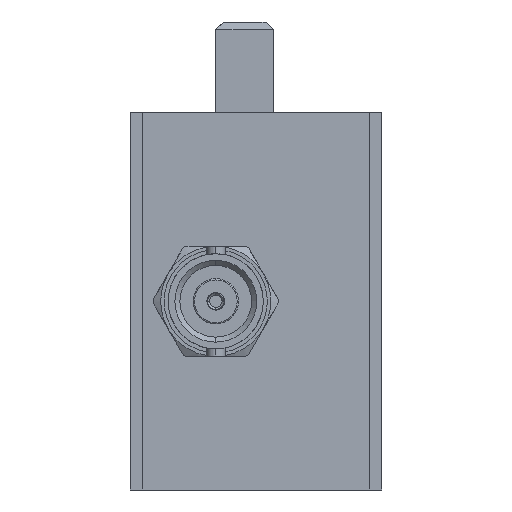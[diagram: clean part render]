
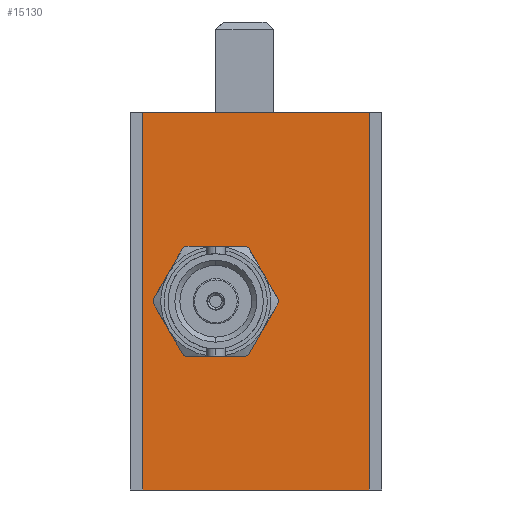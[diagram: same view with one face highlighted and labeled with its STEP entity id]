
A CAD part, left-side view. The second image highlights one B-rep face of the part: STEP entity #15130.
In plain terms, the highlighted planar face has unit normal (-1, 0, 0).
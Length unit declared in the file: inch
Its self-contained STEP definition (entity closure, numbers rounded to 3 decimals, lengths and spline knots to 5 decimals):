
#182 = EDGE_CURVE ( 'NONE', #15141, #16793, #18259, .T. ) ;
#253 = LINE ( 'NONE', #11795, #22812 ) ;
#325 = DIRECTION ( 'NONE',  ( 0., -1., 0. ) ) ;
#474 = CIRCLE ( 'NONE', #13419, 0.24905 ) ;
#530 = DIRECTION ( 'NONE',  ( 0., 0., 1. ) ) ;
#634 = DIRECTION ( 'NONE',  ( 0., -0.5, 0.866 ) ) ;
#694 = LINE ( 'NONE', #16696, #4443 ) ;
#1241 = CARTESIAN_POINT ( 'NONE',  ( -2.065, 0.45, -0.75 ) ) ;
#1293 = ORIENTED_EDGE ( 'NONE', *, *, #3334, .F. ) ;
#1344 = EDGE_LOOP ( 'NONE', ( #24249, #17361, #27158, #8214 ) ) ;
#2070 = VERTEX_POINT ( 'NONE', #10347 ) ;
#2161 = CARTESIAN_POINT ( 'NONE',  ( -2.065, 0.5, -0.75 ) ) ;
#2312 = ORIENTED_EDGE ( 'NONE', *, *, #21136, .F. ) ;
#2325 = CARTESIAN_POINT ( 'NONE',  ( -2.065, 0.28992, -0.21248 ) ) ;
#2657 = AXIS2_PLACEMENT_3D ( 'NONE', #11515, #5050, #11616 ) ;
#2924 = CARTESIAN_POINT ( 'NONE',  ( -2.065, 0.04095, -0.21875 ) ) ;
#3114 = VERTEX_POINT ( 'NONE', #2924 ) ;
#3332 = VERTEX_POINT ( 'NONE', #26274 ) ;
#3334 = EDGE_CURVE ( 'NONE', #22562, #24410, #23573, .T. ) ;
#3379 = EDGE_CURVE ( 'NONE', #26740, #2070, #24253, .T. ) ;
#3460 = CARTESIAN_POINT ( 'NONE',  ( -2.065, 0.16, 0. ) ) ;
#4132 = CARTESIAN_POINT ( 'NONE',  ( -2.065, 0.5, 0.75 ) ) ;
#4382 = VERTEX_POINT ( 'NONE', #26464 ) ;
#4443 = VECTOR ( 'NONE', #12373, 39.37008 ) ;
#4495 = DIRECTION ( 'NONE',  ( 0., 0., -1. ) ) ;
#4703 = LINE ( 'NONE', #2161, #15291 ) ;
#5050 = DIRECTION ( 'NONE',  ( -1., 0., 0. ) ) ;
#5136 = CARTESIAN_POINT ( 'NONE',  ( -2.065, 0.40897, 0.00627 ) ) ;
#5233 = VECTOR ( 'NONE', #18470, 39.37008 ) ;
#5240 = CARTESIAN_POINT ( 'NONE',  ( -2.065, 0.27905, -0.21875 ) ) ;
#5855 = CARTESIAN_POINT ( 'NONE',  ( -2.065, -0.08897, 0.00627 ) ) ;
#5973 = LINE ( 'NONE', #25848, #23052 ) ;
#6397 = ORIENTED_EDGE ( 'NONE', *, *, #182, .F. ) ;
#6419 = DIRECTION ( 'NONE',  ( -1., 0., 0. ) ) ;
#6464 = VECTOR ( 'NONE', #27427, 39.37008 ) ;
#6767 = EDGE_CURVE ( 'NONE', #3332, #15141, #253, .T. ) ;
#7000 = CIRCLE ( 'NONE', #2657, 0.24905 ) ;
#7470 = VERTEX_POINT ( 'NONE', #8030 ) ;
#7592 = EDGE_CURVE ( 'NONE', #14335, #3114, #21426, .T. ) ;
#7835 = DIRECTION ( 'NONE',  ( -1., 0., 0. ) ) ;
#7880 = VERTEX_POINT ( 'NONE', #5136 ) ;
#7932 = DIRECTION ( 'NONE',  ( 0., -0.5, -0.866 ) ) ;
#8030 = CARTESIAN_POINT ( 'NONE',  ( -2.065, 0.28992, 0.21248 ) ) ;
#8214 = ORIENTED_EDGE ( 'NONE', *, *, #3379, .F. ) ;
#8361 = VERTEX_POINT ( 'NONE', #2325 ) ;
#8410 = DIRECTION ( 'NONE',  ( 0., 0., 1. ) ) ;
#8983 = CARTESIAN_POINT ( 'NONE',  ( -2.065, 0.16, 0. ) ) ;
#9002 = VERTEX_POINT ( 'NONE', #22411 ) ;
#9107 = CARTESIAN_POINT ( 'NONE',  ( -2.065, -0.45, 0.75 ) ) ;
#9315 = LINE ( 'NONE', #14103, #5233 ) ;
#9928 = ORIENTED_EDGE ( 'NONE', *, *, #18534, .F. ) ;
#10233 = EDGE_CURVE ( 'NONE', #9002, #8361, #12137, .T. ) ;
#10347 = CARTESIAN_POINT ( 'NONE',  ( -2.065, 0.45, 0.75 ) ) ;
#10940 = EDGE_CURVE ( 'NONE', #2070, #23523, #5973, .T. ) ;
#11481 = DIRECTION ( 'NONE',  ( -1., 0., 0. ) ) ;
#11515 = CARTESIAN_POINT ( 'NONE',  ( -2.065, 0.16, 0. ) ) ;
#11616 = DIRECTION ( 'NONE',  ( 0., 0., 1. ) ) ;
#11795 = CARTESIAN_POINT ( 'NONE',  ( -2.065, 0.0337, -0.21875 ) ) ;
#11854 = ORIENTED_EDGE ( 'NONE', *, *, #13756, .F. ) ;
#11945 = EDGE_CURVE ( 'NONE', #4382, #23523, #25474, .T. ) ;
#12137 = LINE ( 'NONE', #25421, #16945 ) ;
#12373 = DIRECTION ( 'NONE',  ( 0., 0.5, -0.866 ) ) ;
#12376 = AXIS2_PLACEMENT_3D ( 'NONE', #4132, #26092, #4495 ) ;
#12869 = CARTESIAN_POINT ( 'NONE',  ( -2.065, 0.0337, 0.21875 ) ) ;
#13091 = EDGE_CURVE ( 'NONE', #7880, #9002, #14091, .T. ) ;
#13162 = CARTESIAN_POINT ( 'NONE',  ( -2.065, 0.04095, 0.21875 ) ) ;
#13285 = CARTESIAN_POINT ( 'NONE',  ( -2.065, 0.03008, 0.21248 ) ) ;
#13419 = AXIS2_PLACEMENT_3D ( 'NONE', #8983, #20271, #13479 ) ;
#13479 = DIRECTION ( 'NONE',  ( 0., 0., 1. ) ) ;
#13644 = EDGE_LOOP ( 'NONE', ( #22304, #14123, #9928, #1293, #11854, #6397, #15756, #2312, #14483, #25587, #24923, #17015 ) ) ;
#13756 = EDGE_CURVE ( 'NONE', #16793, #22562, #9315, .T. ) ;
#13862 = DIRECTION ( 'NONE',  ( 0., 0., 1. ) ) ;
#14091 = CIRCLE ( 'NONE', #19139, 0.24905 ) ;
#14103 = CARTESIAN_POINT ( 'NONE',  ( -2.065, -0.09259, 0. ) ) ;
#14123 = ORIENTED_EDGE ( 'NONE', *, *, #22594, .F. ) ;
#14335 = VERTEX_POINT ( 'NONE', #5240 ) ;
#14483 = ORIENTED_EDGE ( 'NONE', *, *, #7592, .F. ) ;
#14880 = CARTESIAN_POINT ( 'NONE',  ( -2.065, 0.2863, -0.21875 ) ) ;
#15130 = ADVANCED_FACE ( 'NONE', ( #23289, #19183 ), #23894, .F. ) ;
#15141 = VERTEX_POINT ( 'NONE', #18462 ) ;
#15291 = VECTOR ( 'NONE', #17321, 39.37008 ) ;
#15540 = CIRCLE ( 'NONE', #15595, 0.24905 ) ;
#15595 = AXIS2_PLACEMENT_3D ( 'NONE', #17716, #11481, #530 ) ;
#15630 = EDGE_CURVE ( 'NONE', #7470, #7880, #694, .T. ) ;
#15756 = ORIENTED_EDGE ( 'NONE', *, *, #6767, .F. ) ;
#15852 = CARTESIAN_POINT ( 'NONE',  ( -2.065, 0.45, 0.75 ) ) ;
#16696 = CARTESIAN_POINT ( 'NONE',  ( -2.065, 0.2863, 0.21875 ) ) ;
#16793 = VERTEX_POINT ( 'NONE', #5855 ) ;
#16945 = VECTOR ( 'NONE', #7932, 39.37008 ) ;
#17015 = ORIENTED_EDGE ( 'NONE', *, *, #13091, .F. ) ;
#17321 = DIRECTION ( 'NONE',  ( 0., -1., 0. ) ) ;
#17361 = ORIENTED_EDGE ( 'NONE', *, *, #11945, .T. ) ;
#17584 = CARTESIAN_POINT ( 'NONE',  ( -2.065, 0.16, 0. ) ) ;
#17688 = EDGE_CURVE ( 'NONE', #26740, #4382, #4703, .T. ) ;
#17707 = LINE ( 'NONE', #12869, #25607 ) ;
#17716 = CARTESIAN_POINT ( 'NONE',  ( -2.065, 0.16, 0. ) ) ;
#18259 = CIRCLE ( 'NONE', #24222, 0.24905 ) ;
#18277 = CARTESIAN_POINT ( 'NONE',  ( -2.065, 0.27905, 0.21875 ) ) ;
#18462 = CARTESIAN_POINT ( 'NONE',  ( -2.065, -0.08897, -0.00627 ) ) ;
#18470 = DIRECTION ( 'NONE',  ( 0., 0.5, 0.866 ) ) ;
#18534 = EDGE_CURVE ( 'NONE', #24410, #25270, #17707, .T. ) ;
#18566 = DIRECTION ( 'NONE',  ( 0., 0., 1. ) ) ;
#19139 = AXIS2_PLACEMENT_3D ( 'NONE', #20385, #22298, #13862 ) ;
#19183 = FACE_BOUND ( 'NONE', #13644, .T. ) ;
#19253 = DIRECTION ( 'NONE',  ( 0., 0., 1. ) ) ;
#19290 = DIRECTION ( 'NONE',  ( 0., -1., 0. ) ) ;
#19464 = DIRECTION ( 'NONE',  ( 0., 1., 0. ) ) ;
#19632 = VECTOR ( 'NONE', #19253, 39.37008 ) ;
#20271 = DIRECTION ( 'NONE',  ( -1., 0., 0. ) ) ;
#20385 = CARTESIAN_POINT ( 'NONE',  ( -2.065, 0.16, 0. ) ) ;
#21136 = EDGE_CURVE ( 'NONE', #3114, #3332, #15540, .T. ) ;
#21426 = LINE ( 'NONE', #14880, #27909 ) ;
#21533 = AXIS2_PLACEMENT_3D ( 'NONE', #17584, #6419, #8410 ) ;
#22059 = EDGE_CURVE ( 'NONE', #8361, #14335, #7000, .T. ) ;
#22298 = DIRECTION ( 'NONE',  ( -1., 0., 0. ) ) ;
#22304 = ORIENTED_EDGE ( 'NONE', *, *, #15630, .F. ) ;
#22411 = CARTESIAN_POINT ( 'NONE',  ( -2.065, 0.40897, -0.00627 ) ) ;
#22562 = VERTEX_POINT ( 'NONE', #13285 ) ;
#22594 = EDGE_CURVE ( 'NONE', #25270, #7470, #474, .T. ) ;
#22812 = VECTOR ( 'NONE', #634, 39.37008 ) ;
#23052 = VECTOR ( 'NONE', #325, 39.37008 ) ;
#23289 = FACE_OUTER_BOUND ( 'NONE', #1344, .T. ) ;
#23523 = VERTEX_POINT ( 'NONE', #9107 ) ;
#23573 = CIRCLE ( 'NONE', #21533, 0.24905 ) ;
#23894 = PLANE ( 'NONE',  #12376 ) ;
#24222 = AXIS2_PLACEMENT_3D ( 'NONE', #3460, #7835, #18566 ) ;
#24249 = ORIENTED_EDGE ( 'NONE', *, *, #17688, .T. ) ;
#24253 = LINE ( 'NONE', #15852, #6464 ) ;
#24410 = VERTEX_POINT ( 'NONE', #13162 ) ;
#24923 = ORIENTED_EDGE ( 'NONE', *, *, #10233, .F. ) ;
#25270 = VERTEX_POINT ( 'NONE', #18277 ) ;
#25421 = CARTESIAN_POINT ( 'NONE',  ( -2.065, 0.41259, 0. ) ) ;
#25474 = LINE ( 'NONE', #25839, #19632 ) ;
#25587 = ORIENTED_EDGE ( 'NONE', *, *, #22059, .F. ) ;
#25607 = VECTOR ( 'NONE', #19464, 39.37008 ) ;
#25839 = CARTESIAN_POINT ( 'NONE',  ( -2.065, -0.45, 0.75 ) ) ;
#25848 = CARTESIAN_POINT ( 'NONE',  ( -2.065, 0.5, 0.75 ) ) ;
#26092 = DIRECTION ( 'NONE',  ( 1., 0., 0. ) ) ;
#26274 = CARTESIAN_POINT ( 'NONE',  ( -2.065, 0.03008, -0.21248 ) ) ;
#26464 = CARTESIAN_POINT ( 'NONE',  ( -2.065, -0.45, -0.75 ) ) ;
#26740 = VERTEX_POINT ( 'NONE', #1241 ) ;
#27158 = ORIENTED_EDGE ( 'NONE', *, *, #10940, .F. ) ;
#27427 = DIRECTION ( 'NONE',  ( 0., 0., 1. ) ) ;
#27909 = VECTOR ( 'NONE', #19290, 39.37008 ) ;
